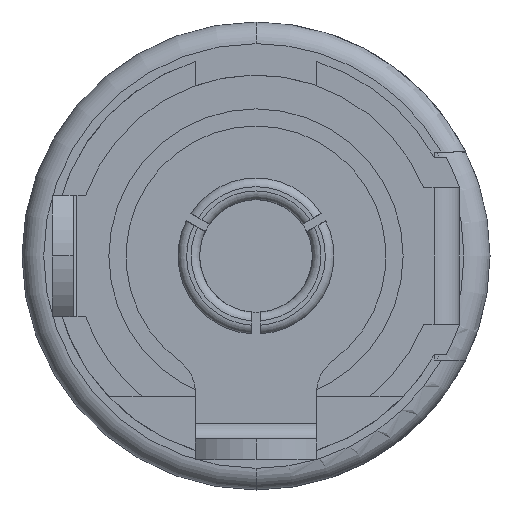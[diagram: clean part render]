
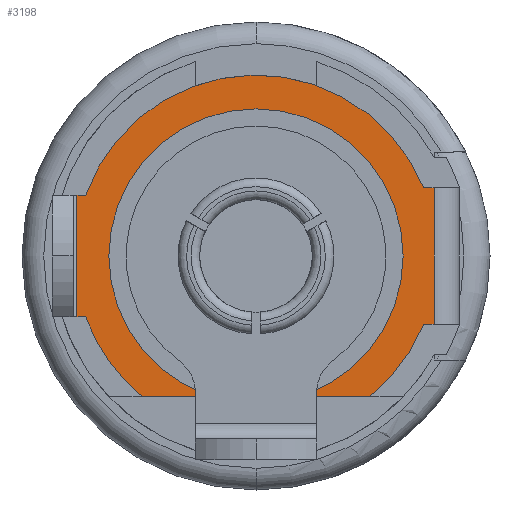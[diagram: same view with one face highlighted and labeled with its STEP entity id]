
A CAD part, front view. The second image highlights one B-rep face of the part: STEP entity #3198.
In plain terms, the highlighted planar face has unit normal (0, -1, 0).
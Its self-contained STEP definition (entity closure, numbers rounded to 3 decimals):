
#18 = EDGE_CURVE ( 'NONE', #1372, #6638, #6342, .T. ) ;
#68 = DIRECTION ( 'NONE',  ( 0., 0., -1. ) ) ;
#142 = DIRECTION ( 'NONE',  ( 0., 1., 0. ) ) ;
#191 = CARTESIAN_POINT ( 'NONE',  ( 0., 7.22, 0. ) ) ;
#241 = VECTOR ( 'NONE', #7508, 1000. ) ;
#338 = LINE ( 'NONE', #3530, #7046 ) ;
#370 = CARTESIAN_POINT ( 'NONE',  ( 4.11, 7.22, -1.571 ) ) ;
#379 = DIRECTION ( 'NONE',  ( 0., 0., -1. ) ) ;
#452 = EDGE_CURVE ( 'NONE', #1372, #7392, #338, .T. ) ;
#469 = CIRCLE ( 'NONE', #1660, 4.174 ) ;
#595 = CARTESIAN_POINT ( 'NONE',  ( 0., 7.22, 1.4 ) ) ;
#624 = CARTESIAN_POINT ( 'NONE',  ( 0., 7.22, -1.5 ) ) ;
#800 = DIRECTION ( 'NONE',  ( 0., -1., 0. ) ) ;
#810 = EDGE_CURVE ( 'NONE', #7392, #4024, #1970, .T. ) ;
#999 = EDGE_LOOP ( 'NONE', ( #1533, #5078, #3251, #2881, #1559, #6453, #7436, #5366, #1245, #7197 ) ) ;
#1030 = CARTESIAN_POINT ( 'NONE',  ( 0., 7.22, 1.5 ) ) ;
#1074 = CARTESIAN_POINT ( 'NONE',  ( 0., 7.22, -3.25 ) ) ;
#1125 = DIRECTION ( 'NONE',  ( 0., 0., -1. ) ) ;
#1137 = VERTEX_POINT ( 'NONE', #4486 ) ;
#1205 = AXIS2_PLACEMENT_3D ( 'NONE', #5648, #6148, #1501 ) ;
#1245 = ORIENTED_EDGE ( 'NONE', *, *, #810, .F. ) ;
#1248 = CARTESIAN_POINT ( 'NONE',  ( 0., 7.22, 0. ) ) ;
#1372 = VERTEX_POINT ( 'NONE', #2956 ) ;
#1394 = ORIENTED_EDGE ( 'NONE', *, *, #4354, .T. ) ;
#1469 = LINE ( 'NONE', #5560, #6002 ) ;
#1501 = DIRECTION ( 'NONE',  ( 0., 0., -1. ) ) ;
#1533 = ORIENTED_EDGE ( 'NONE', *, *, #18, .T. ) ;
#1559 = ORIENTED_EDGE ( 'NONE', *, *, #3725, .F. ) ;
#1660 = AXIS2_PLACEMENT_3D ( 'NONE', #2240, #5786, #1125 ) ;
#1775 = VECTOR ( 'NONE', #5026, 1000. ) ;
#1800 = EDGE_CURVE ( 'NONE', #6638, #4228, #1807, .T. ) ;
#1807 = CIRCLE ( 'NONE', #1205, 4.174 ) ;
#1903 = DIRECTION ( 'NONE',  ( 0., 0., -1. ) ) ;
#1950 = VERTEX_POINT ( 'NONE', #2401 ) ;
#1970 = LINE ( 'NONE', #6591, #4137 ) ;
#2055 = VERTEX_POINT ( 'NONE', #6544 ) ;
#2240 = CARTESIAN_POINT ( 'NONE',  ( 0., 7.22, 0. ) ) ;
#2275 = LINE ( 'NONE', #5515, #6513 ) ;
#2401 = CARTESIAN_POINT ( 'NONE',  ( -4.133, 7.22, -1.4 ) ) ;
#2405 = VERTEX_POINT ( 'NONE', #4687 ) ;
#2481 = ORIENTED_EDGE ( 'NONE', *, *, #3860, .T. ) ;
#2597 = DIRECTION ( 'NONE',  ( 0., 0., -1. ) ) ;
#2619 = EDGE_CURVE ( 'NONE', #2055, #4024, #3985, .T. ) ;
#2719 = EDGE_CURVE ( 'NONE', #4228, #1137, #2879, .T. ) ;
#2870 = FACE_OUTER_BOUND ( 'NONE', #999, .T. ) ;
#2879 = LINE ( 'NONE', #595, #241 ) ;
#2881 = ORIENTED_EDGE ( 'NONE', *, *, #5826, .T. ) ;
#2956 = CARTESIAN_POINT ( 'NONE',  ( 4.11, 7.22, 1.571 ) ) ;
#3165 = EDGE_CURVE ( 'NONE', #2405, #2055, #6652, .T. ) ;
#3198 = ADVANCED_FACE ( 'NONE', ( #5732, #2870 ), #5074, .T. ) ;
#3251 = ORIENTED_EDGE ( 'NONE', *, *, #2719, .T. ) ;
#3530 = CARTESIAN_POINT ( 'NONE',  ( 4.11, 7.22, 0. ) ) ;
#3693 = CARTESIAN_POINT ( 'NONE',  ( 3.868, 7.22, 1.571 ) ) ;
#3725 = EDGE_CURVE ( 'NONE', #6761, #1950, #1469, .T. ) ;
#3730 = DIRECTION ( 'NONE',  ( 0., 0., -1. ) ) ;
#3736 = CARTESIAN_POINT ( 'NONE',  ( 3.868, 7.22, -1.571 ) ) ;
#3860 = EDGE_CURVE ( 'NONE', #5954, #4431, #5177, .T. ) ;
#3985 = CIRCLE ( 'NONE', #6030, 4.174 ) ;
#4024 = VERTEX_POINT ( 'NONE', #3736 ) ;
#4137 = VECTOR ( 'NONE', #6663, 1000. ) ;
#4228 = VERTEX_POINT ( 'NONE', #7506 ) ;
#4354 = EDGE_CURVE ( 'NONE', #4431, #5954, #7184, .T. ) ;
#4431 = VERTEX_POINT ( 'NONE', #1030 ) ;
#4451 = AXIS2_PLACEMENT_3D ( 'NONE', #5905, #142, #1903 ) ;
#4486 = CARTESIAN_POINT ( 'NONE',  ( -4.133, 7.22, 1.4 ) ) ;
#4504 = EDGE_LOOP ( 'NONE', ( #2481, #1394 ) ) ;
#4687 = CARTESIAN_POINT ( 'NONE',  ( -2.62, 7.22, -3.25 ) ) ;
#4794 = CARTESIAN_POINT ( 'NONE',  ( 0., 7.22, 1.571 ) ) ;
#4808 = VECTOR ( 'NONE', #5278, 1000. ) ;
#5026 = DIRECTION ( 'NONE',  ( 1., 0., 0. ) ) ;
#5074 = PLANE ( 'NONE',  #7053 ) ;
#5078 = ORIENTED_EDGE ( 'NONE', *, *, #1800, .T. ) ;
#5177 = CIRCLE ( 'NONE', #4451, 1.5 ) ;
#5263 = DIRECTION ( 'NONE',  ( 0., 0., -1. ) ) ;
#5278 = DIRECTION ( 'NONE',  ( -1., 0., 0. ) ) ;
#5366 = ORIENTED_EDGE ( 'NONE', *, *, #2619, .T. ) ;
#5390 = EDGE_CURVE ( 'NONE', #6761, #2405, #469, .T. ) ;
#5515 = CARTESIAN_POINT ( 'NONE',  ( -4.133, 7.22, 0. ) ) ;
#5560 = CARTESIAN_POINT ( 'NONE',  ( 0., 7.22, -1.4 ) ) ;
#5648 = CARTESIAN_POINT ( 'NONE',  ( 0., 7.22, 0. ) ) ;
#5732 = FACE_BOUND ( 'NONE', #4504, .T. ) ;
#5786 = DIRECTION ( 'NONE',  ( 0., -1., 0. ) ) ;
#5826 = EDGE_CURVE ( 'NONE', #1137, #1950, #2275, .T. ) ;
#5892 = CARTESIAN_POINT ( 'NONE',  ( 0., 7.22, 0. ) ) ;
#5905 = CARTESIAN_POINT ( 'NONE',  ( 0., 7.22, 0. ) ) ;
#5954 = VERTEX_POINT ( 'NONE', #624 ) ;
#6002 = VECTOR ( 'NONE', #6136, 1000. ) ;
#6030 = AXIS2_PLACEMENT_3D ( 'NONE', #191, #800, #2597 ) ;
#6136 = DIRECTION ( 'NONE',  ( -1., 0., 0. ) ) ;
#6148 = DIRECTION ( 'NONE',  ( 0., -1., 0. ) ) ;
#6342 = LINE ( 'NONE', #4794, #4808 ) ;
#6453 = ORIENTED_EDGE ( 'NONE', *, *, #5390, .T. ) ;
#6479 = DIRECTION ( 'NONE',  ( 0., -1., 0. ) ) ;
#6513 = VECTOR ( 'NONE', #379, 1000. ) ;
#6544 = CARTESIAN_POINT ( 'NONE',  ( 2.62, 7.22, -3.25 ) ) ;
#6591 = CARTESIAN_POINT ( 'NONE',  ( 0., 7.22, -1.571 ) ) ;
#6638 = VERTEX_POINT ( 'NONE', #3693 ) ;
#6652 = LINE ( 'NONE', #1074, #1775 ) ;
#6663 = DIRECTION ( 'NONE',  ( -1., 0., 0. ) ) ;
#6761 = VERTEX_POINT ( 'NONE', #7245 ) ;
#6875 = AXIS2_PLACEMENT_3D ( 'NONE', #1248, #7059, #3730 ) ;
#7046 = VECTOR ( 'NONE', #68, 1000. ) ;
#7053 = AXIS2_PLACEMENT_3D ( 'NONE', #5892, #6479, #5263 ) ;
#7059 = DIRECTION ( 'NONE',  ( 0., 1., 0. ) ) ;
#7184 = CIRCLE ( 'NONE', #6875, 1.5 ) ;
#7197 = ORIENTED_EDGE ( 'NONE', *, *, #452, .F. ) ;
#7245 = CARTESIAN_POINT ( 'NONE',  ( -3.933, 7.22, -1.4 ) ) ;
#7392 = VERTEX_POINT ( 'NONE', #370 ) ;
#7436 = ORIENTED_EDGE ( 'NONE', *, *, #3165, .T. ) ;
#7506 = CARTESIAN_POINT ( 'NONE',  ( -3.933, 7.22, 1.4 ) ) ;
#7508 = DIRECTION ( 'NONE',  ( -1., 0., 0. ) ) ;
